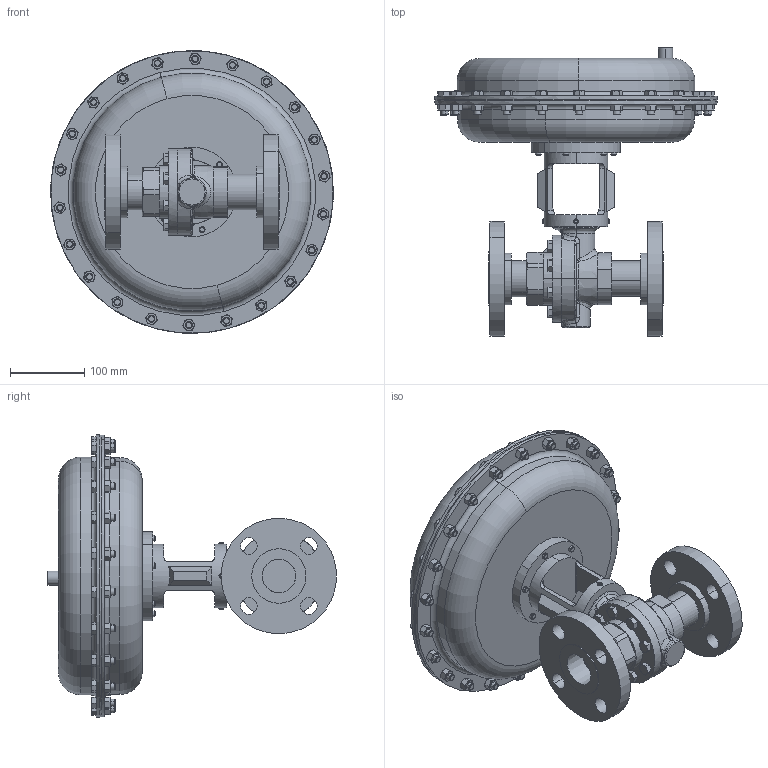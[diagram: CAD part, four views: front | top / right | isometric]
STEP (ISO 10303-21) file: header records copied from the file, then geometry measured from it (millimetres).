
FILE_DESCRIPTION (( 'STEP AP203' ), '1' );
FILE_NAME ('70-150-DI+BR-F3-85M.STEP', '2017-08-31T18:20:12', ( '' ), ( '' ), 'SwSTEP 2.0', 'SolidWorks 2014', '' );
FILE_SCHEMA (( 'CONFIG_CONTROL_DESIGN' ));
Length unit declared in the file: inch
Products named in the file (1): 70-150-DI+BR-F3-85M
Bounding box: 380.96 x 388.87 x 380.89 mm (x, y, z)
Volume: 11094425.5 mm3; surface area: 538953.9 mm2
Topology: 1 solids, 1 shells, 1226 faces, 2790 edges, 1662 vertices
Faces by surface type: cone 530, plane 492, cylinder 158, bspline 27, torus 19
Entity records: 39613 total; most frequent: CARTESIAN_POINT 13698, ORIENTED_EDGE 5568, DIRECTION 5012, EDGE_CURVE 2784, AXIS2_PLACEMENT_3D 2071, VERTEX_POINT 1662, EDGE_LOOP 1346, ADVANCED_FACE 1226
